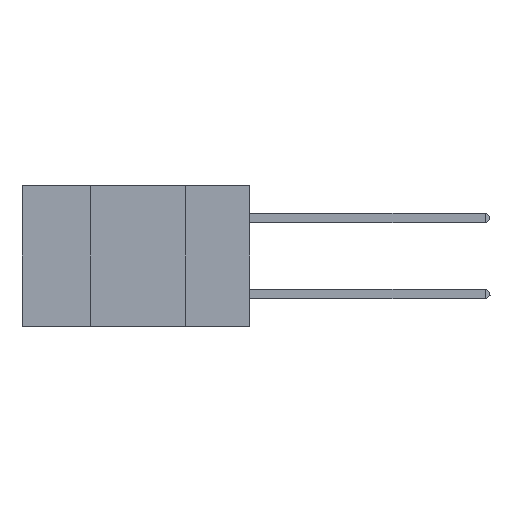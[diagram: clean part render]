
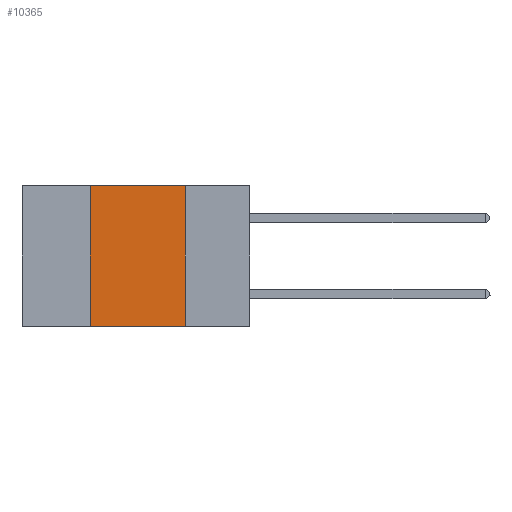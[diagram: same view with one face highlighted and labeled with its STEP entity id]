
A CAD part, left-side view. The second image highlights one B-rep face of the part: STEP entity #10365.
In plain terms, the highlighted planar face has unit normal (-1, 0, 0).
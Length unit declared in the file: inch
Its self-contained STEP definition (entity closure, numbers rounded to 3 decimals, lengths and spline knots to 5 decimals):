
#451 = FACE_OUTER_BOUND ( 'NONE', #1524, .T. ) ;
#844 = CARTESIAN_POINT ( 'NONE',  ( 0., 0.6, 0. ) ) ;
#1187 = CARTESIAN_POINT ( 'NONE',  ( 0., 0.17, 0. ) ) ;
#1524 = EDGE_LOOP ( 'NONE', ( #16791, #15371, #4948, #2248 ) ) ;
#1664 = VERTEX_POINT ( 'NONE', #17520 ) ;
#2248 = ORIENTED_EDGE ( 'NONE', *, *, #5124, .T. ) ;
#2942 = DIRECTION ( 'NONE',  ( 1., 0., 0. ) ) ;
#4903 = CARTESIAN_POINT ( 'NONE',  ( 0., 0.17, 0. ) ) ;
#4948 = ORIENTED_EDGE ( 'NONE', *, *, #23753, .F. ) ;
#5092 = VECTOR ( 'NONE', #7407, 39.37008 ) ;
#5124 = EDGE_CURVE ( 'NONE', #7114, #1664, #26739, .T. ) ;
#5402 = DIRECTION ( 'NONE',  ( 0., -1., 0. ) ) ;
#5575 = LINE ( 'NONE', #21315, #25040 ) ;
#6885 = CARTESIAN_POINT ( 'NONE',  ( 0., 0.6, -0.37 ) ) ;
#7114 = VERTEX_POINT ( 'NONE', #25204 ) ;
#7407 = DIRECTION ( 'NONE',  ( 0., 0., -1. ) ) ;
#7522 = EDGE_CURVE ( 'NONE', #19182, #23384, #8492, .T. ) ;
#8492 = LINE ( 'NONE', #11509, #23629 ) ;
#8556 = AXIS2_PLACEMENT_3D ( 'NONE', #844, #2942, #11484 ) ;
#9783 = EDGE_CURVE ( 'NONE', #23384, #1664, #21217, .T. ) ;
#10365 = ADVANCED_FACE ( 'NONE', ( #451 ), #13593, .F. ) ;
#11484 = DIRECTION ( 'NONE',  ( 0., 0., -1. ) ) ;
#11509 = CARTESIAN_POINT ( 'NONE',  ( 0., 0.6, 0. ) ) ;
#13165 = DIRECTION ( 'NONE',  ( 0., 0., 1. ) ) ;
#13593 = PLANE ( 'NONE',  #8556 ) ;
#13796 = DIRECTION ( 'NONE',  ( 0., -1., 0. ) ) ;
#15371 = ORIENTED_EDGE ( 'NONE', *, *, #7522, .F. ) ;
#15558 = VECTOR ( 'NONE', #5402, 39.37008 ) ;
#16791 = ORIENTED_EDGE ( 'NONE', *, *, #9783, .F. ) ;
#17520 = CARTESIAN_POINT ( 'NONE',  ( 0., 0.17, -0.37 ) ) ;
#19182 = VERTEX_POINT ( 'NONE', #19244 ) ;
#19244 = CARTESIAN_POINT ( 'NONE',  ( 0., 0.42, 0. ) ) ;
#21217 = LINE ( 'NONE', #4903, #5092 ) ;
#21315 = CARTESIAN_POINT ( 'NONE',  ( 0., 0.42, 0. ) ) ;
#23384 = VERTEX_POINT ( 'NONE', #1187 ) ;
#23629 = VECTOR ( 'NONE', #13796, 39.37008 ) ;
#23753 = EDGE_CURVE ( 'NONE', #7114, #19182, #5575, .T. ) ;
#25040 = VECTOR ( 'NONE', #13165, 39.37008 ) ;
#25204 = CARTESIAN_POINT ( 'NONE',  ( 0., 0.42, -0.37 ) ) ;
#26739 = LINE ( 'NONE', #6885, #15558 ) ;
